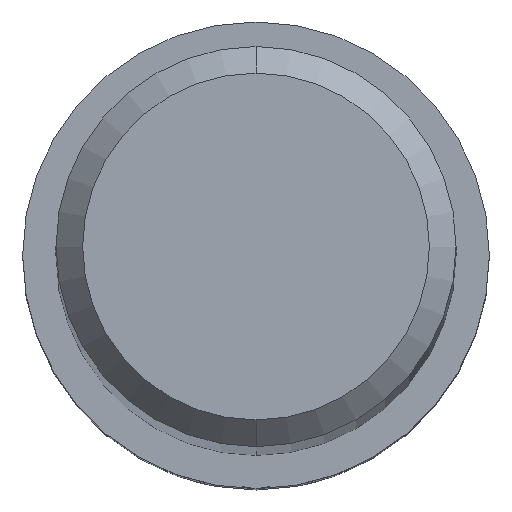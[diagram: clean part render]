
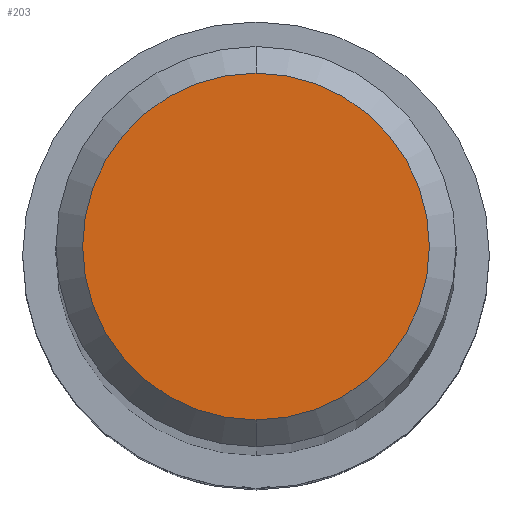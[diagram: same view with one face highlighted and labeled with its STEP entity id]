
A CAD part, top view. The second image highlights one B-rep face of the part: STEP entity #203.
In plain terms, the highlighted planar face has unit normal (0, 0, 1).
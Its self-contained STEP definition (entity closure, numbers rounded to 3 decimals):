
#203=ADVANCED_FACE('',(#509),#510,.T.);
#241=EDGE_CURVE('',#453,#297,#556,.T.);
#249=EDGE_CURVE('',#297,#453,#566,.T.);
#297=VERTEX_POINT('',#618);
#453=VERTEX_POINT('',#788);
#509=FACE_OUTER_BOUND('',#845,.T.);
#510=PLANE('',#846);
#556=CIRCLE('',#928,2.6);
#566=CIRCLE('',#940,2.6);
#618=CARTESIAN_POINT('',(0.0,2.6,0.0));
#788=CARTESIAN_POINT('',(0.,-2.6,0.0));
#845=EDGE_LOOP('',(#1471,#1472));
#846=AXIS2_PLACEMENT_3D('',#1473,#1474,#1475);
#928=AXIS2_PLACEMENT_3D('',#1545,#1546,#1547);
#940=AXIS2_PLACEMENT_3D('',#1565,#1566,#1567);
#1471=ORIENTED_EDGE('',*,*,#249,.F.);
#1472=ORIENTED_EDGE('',*,*,#241,.F.);
#1473=CARTESIAN_POINT('',(0.0,1.3,0.0));
#1474=DIRECTION('',(-0.0,0.0,1.0));
#1475=DIRECTION('',(0.0,-1.0,0.0));
#1545=CARTESIAN_POINT('',(0.0,0.0,0.0));
#1546=DIRECTION('',(0.0,0.0,-1.0));
#1547=DIRECTION('',(0.0,1.0,0.0));
#1565=CARTESIAN_POINT('',(0.0,0.0,0.0));
#1566=DIRECTION('',(0.0,0.0,-1.0));
#1567=DIRECTION('',(0.0,1.0,0.0));
